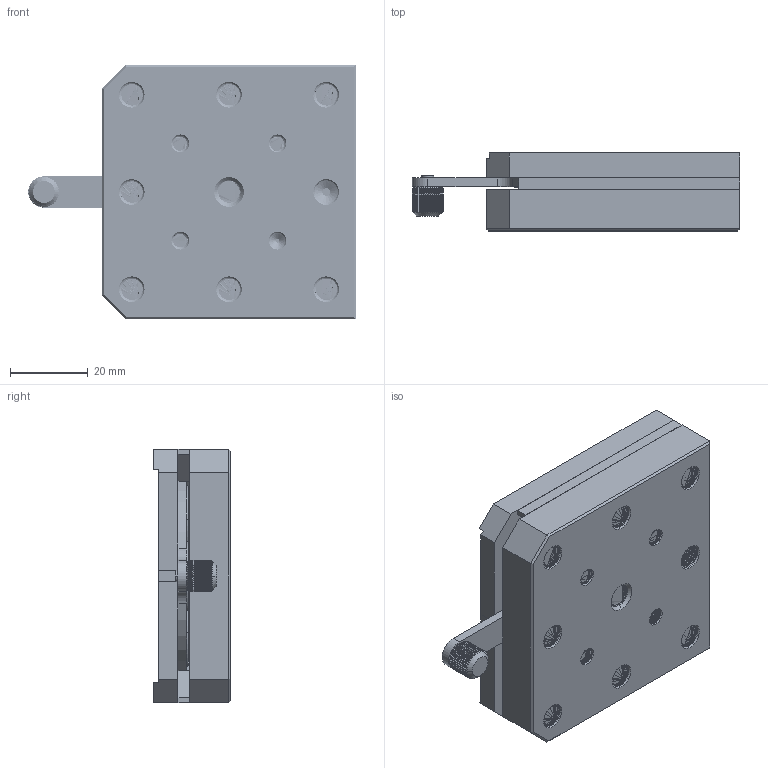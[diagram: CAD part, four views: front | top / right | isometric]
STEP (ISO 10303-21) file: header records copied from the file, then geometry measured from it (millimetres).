
FILE_DESCRIPTION((''),'2;1');
FILE_NAME('MBS-65B_ASM','2023-05-13T10:49:45',('R&D'),(''),'CREO PARAMETRIC BY PTC INC, 2021063','CREO PARAMETRIC BY PTC INC, 2021063','');
FILE_SCHEMA(('CONFIG_CONTROL_DESIGN'));
Products named in the file (8): MBS-65B_A1; MBS-65B_A3; MBS-65B_A4; MBS-65B_A2; MBS-45B_A5; MAGNETIC_18X2_5; M3X10_KM; MBS-65B_ASM
Assembly tree (13 placements, depth 2):
  MBS-65B_ASM
    MBS-65B_A1
    MBS-65B_A3
    MBS-65B_A4
    MBS-65B_A2
    MBS-45B_A5
    MAGNETIC_18X2_5  x4
    M3X10_KM  x4
Bounding box: 84.2 x 20 x 65.2 mm (x, y, z)
Volume: 72086.1 mm3; surface area: 37142.7 mm2
Topology: 14 solids, 16 shells, 1135 faces, 3287 edges, 1932 vertices
Faces by surface type: bspline 510, cylinder 256, plane 241, cone 112, torus 16
Entity records: 106163 total; most frequent: CARTESIAN_POINT 83029, ORIENTED_EDGE 5880, DIRECTION 3062, EDGE_CURVE 2940, VERTEX_POINT 1736, B_SPLINE_CURVE_WITH_KNOTS 1360, VECTOR 1208, LINE 1208
